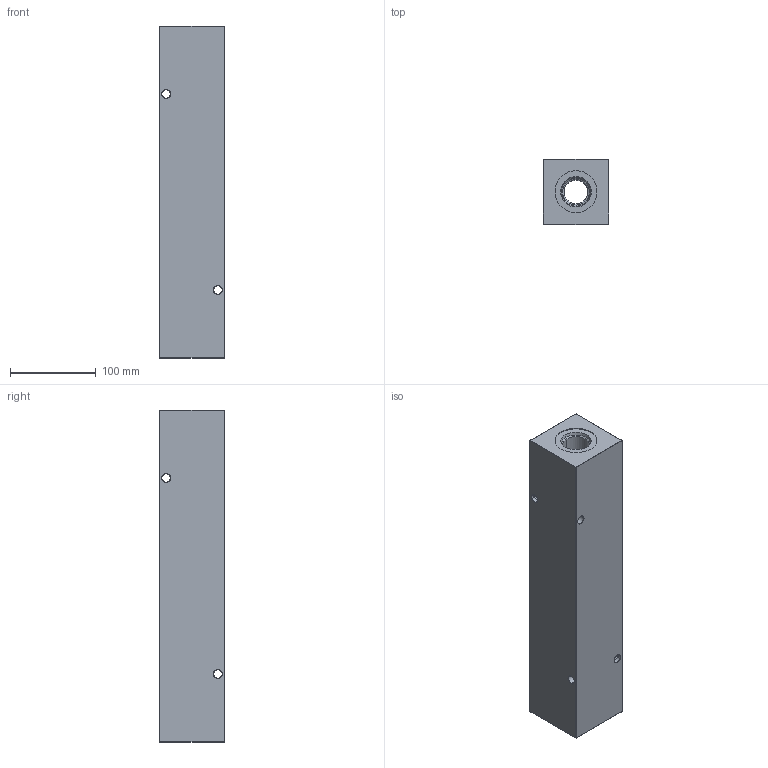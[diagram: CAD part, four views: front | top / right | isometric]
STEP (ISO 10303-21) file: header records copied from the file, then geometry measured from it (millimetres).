
FILE_DESCRIPTION (( 'STEP AP203' ), '1' );
FILE_NAME ('HM-5-0-S-16-10.STEP', '2020-10-27T20:37:50', ( '' ), ( '' ), 'SwSTEP 2.0', 'SolidWorks 2019', '' );
FILE_SCHEMA (( 'CONFIG_CONTROL_DESIGN' ));
Length unit declared in the file: inch
Products named in the file (1): HM-5-0-S-16-10
Bounding box: 76.2 x 76.2 x 387.35 mm (x, y, z)
Volume: 1934703.2 mm3; surface area: 175580.1 mm2
Topology: 1 solids, 1 shells, 548 faces, 1407 edges, 904 vertices
Faces by surface type: plane 240, bspline 194, cone 58, cylinder 56
Entity records: 26456 total; most frequent: CARTESIAN_POINT 14364, ORIENTED_EDGE 2814, DIRECTION 1829, EDGE_CURVE 1407, VERTEX_POINT 904, LINE 847, VECTOR 847, EDGE_LOOP 615
